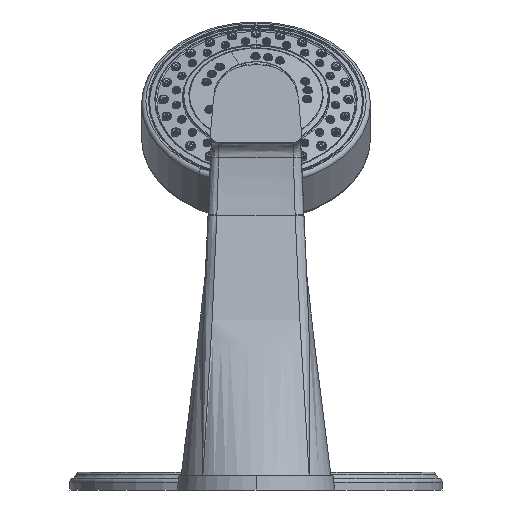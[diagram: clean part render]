
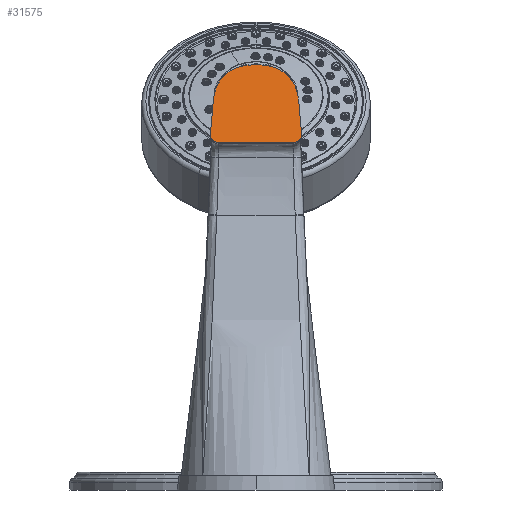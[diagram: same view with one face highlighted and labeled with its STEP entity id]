
A CAD part, front view. The second image highlights one B-rep face of the part: STEP entity #31575.
In plain terms, the highlighted planar face has unit normal (0, -0.985, 0.174).
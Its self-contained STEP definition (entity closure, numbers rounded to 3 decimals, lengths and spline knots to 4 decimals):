
#30267=CARTESIAN_POINT('',(0.7979,-8.6277,
6.2083));
#30268=CARTESIAN_POINT('',(0.7919,-8.6157,
6.2764));
#30269=CARTESIAN_POINT('',(0.7799,-8.5926,
6.4073));
#30270=CARTESIAN_POINT('',(0.7637,-8.5613,
6.5851));
#30271=CARTESIAN_POINT('',(0.7542,-8.5414,
6.6975));
#30272=CARTESIAN_POINT('',(0.75,-8.5319,6.7516));
#30282=CARTESIAN_POINT('',(-0.75,-8.5319,6.7516));
#30283=CARTESIAN_POINT('',(-0.7485,-8.5272,
6.7784));
#30284=CARTESIAN_POINT('',(-0.7438,-8.5182,
6.8294));
#30285=CARTESIAN_POINT('',(-0.7325,-8.5061,
6.8976));
#30286=CARTESIAN_POINT('',(-0.7176,-8.4953,
6.9588));
#30287=CARTESIAN_POINT('',(-0.6996,-8.4856,
7.0141));
#30288=CARTESIAN_POINT('',(-0.6788,-8.4768,
7.0639));
#30289=CARTESIAN_POINT('',(-0.6553,-8.4688,
7.1096));
#30290=CARTESIAN_POINT('',(-0.6293,-8.4614,
7.1514));
#30291=CARTESIAN_POINT('',(-0.6008,-8.4546,
7.1897));
#30292=CARTESIAN_POINT('',(-0.5696,-8.4484,
7.225));
#30293=CARTESIAN_POINT('',(-0.5357,-8.4427,
7.2575));
#30294=CARTESIAN_POINT('',(-0.4986,-8.4374,
7.2875));
#30295=CARTESIAN_POINT('',(-0.4581,-8.4325,
7.3151));
#30296=CARTESIAN_POINT('',(-0.4139,-8.4281,
7.3403));
#30297=CARTESIAN_POINT('',(-0.3653,-8.4241,
7.363));
#30298=CARTESIAN_POINT('',(-0.3123,-8.4206,
7.3829));
#30299=CARTESIAN_POINT('',(-0.2543,-8.4176,
7.3999));
#30300=CARTESIAN_POINT('',(-0.1898,-8.4151,
7.4137));
#30301=CARTESIAN_POINT('',(-0.1175,-8.4134,
7.4238));
#30302=CARTESIAN_POINT('',(-0.0397,-8.4125,
7.4289));
#30303=CARTESIAN_POINT('',(0.0397,-8.4125,
7.4289));
#30304=CARTESIAN_POINT('',(0.1175,-8.4134,
7.4238));
#30305=CARTESIAN_POINT('',(0.1898,-8.4151,
7.4137));
#30306=CARTESIAN_POINT('',(0.2543,-8.4176,
7.3999));
#30307=CARTESIAN_POINT('',(0.3123,-8.4206,
7.3829));
#30308=CARTESIAN_POINT('',(0.3653,-8.4241,
7.363));
#30309=CARTESIAN_POINT('',(0.4139,-8.4281,
7.3403));
#30310=CARTESIAN_POINT('',(0.4581,-8.4325,
7.3151));
#30311=CARTESIAN_POINT('',(0.4986,-8.4374,
7.2875));
#30312=CARTESIAN_POINT('',(0.5357,-8.4427,
7.2575));
#30313=CARTESIAN_POINT('',(0.5696,-8.4484,
7.225));
#30314=CARTESIAN_POINT('',(0.6008,-8.4546,
7.1897));
#30315=CARTESIAN_POINT('',(0.6293,-8.4614,
7.1514));
#30316=CARTESIAN_POINT('',(0.6553,-8.4688,
7.1096));
#30317=CARTESIAN_POINT('',(0.6788,-8.4768,
7.0639));
#30318=CARTESIAN_POINT('',(0.6996,-8.4856,
7.0141));
#30319=CARTESIAN_POINT('',(0.7176,-8.4953,
6.9589));
#30320=CARTESIAN_POINT('',(0.7325,-8.5061,
6.8976));
#30321=CARTESIAN_POINT('',(0.7438,-8.5182,
6.8294));
#30322=CARTESIAN_POINT('',(0.7485,-8.5272,
6.7784));
#30323=CARTESIAN_POINT('',(0.75,-8.5319,6.7516));
#30333=CARTESIAN_POINT('',(-0.7979,-8.6277,
6.2083));
#30334=CARTESIAN_POINT('',(-0.7919,-8.6157,
6.2764));
#30335=CARTESIAN_POINT('',(-0.7799,-8.5926,
6.4073));
#30336=CARTESIAN_POINT('',(-0.7637,-8.5613,
6.5851));
#30337=CARTESIAN_POINT('',(-0.7542,-8.5414,
6.6975));
#30338=CARTESIAN_POINT('',(-0.75,-8.5319,6.7516));
#30348=CARTESIAN_POINT('',(-0.7979,-8.6277,
6.2083));
#30349=CARTESIAN_POINT('',(-0.7984,-8.6285,
6.2035));
#30350=CARTESIAN_POINT('',(-0.7986,-8.6303,
6.1938));
#30351=CARTESIAN_POINT('',(-0.7973,-8.6328,
6.1792));
#30352=CARTESIAN_POINT('',(-0.7942,-8.6353,
6.165));
#30353=CARTESIAN_POINT('',(-0.7894,-8.6378,
6.1512));
#30354=CARTESIAN_POINT('',(-0.783,-8.6401,
6.138));
#30355=CARTESIAN_POINT('',(-0.7751,-8.6423,
6.1257));
#30356=CARTESIAN_POINT('',(-0.7657,-8.6442,
6.1144));
#30357=CARTESIAN_POINT('',(-0.7551,-8.646,
6.1042));
#30358=CARTESIAN_POINT('',(-0.7432,-8.6476,
6.0953));
#30359=CARTESIAN_POINT('',(-0.7304,-8.6489,
6.0879));
#30360=CARTESIAN_POINT('',(-0.7167,-8.65,
6.082));
#30361=CARTESIAN_POINT('',(-0.7025,-8.6507,
6.0778));
#30362=CARTESIAN_POINT('',(-0.6878,-8.6512,
6.0752));
#30363=CARTESIAN_POINT('',(-0.6779,-8.6513,
6.0746));
#30364=CARTESIAN_POINT('',(-0.6729,-8.6513,
6.0746));
#30385=DIRECTION('',(-1.,0.,0.));
#30386=VECTOR('',#30385,1.3458);
#30387=CARTESIAN_POINT('',(0.6729,-8.6513,
6.0746));
#30388=LINE('',#30387,#30386);
#30389=CARTESIAN_POINT('',(0.6729,-8.6513,
6.0746));
#30390=CARTESIAN_POINT('',(0.6779,-8.6513,
6.0746));
#30391=CARTESIAN_POINT('',(0.6878,-8.6512,
6.0752));
#30392=CARTESIAN_POINT('',(0.7025,-8.6507,
6.0778));
#30393=CARTESIAN_POINT('',(0.7167,-8.65,
6.082));
#30394=CARTESIAN_POINT('',(0.7304,-8.6489,
6.0879));
#30395=CARTESIAN_POINT('',(0.7432,-8.6476,
6.0953));
#30396=CARTESIAN_POINT('',(0.7551,-8.646,
6.1042));
#30397=CARTESIAN_POINT('',(0.7657,-8.6442,
6.1144));
#30398=CARTESIAN_POINT('',(0.7751,-8.6423,
6.1257));
#30399=CARTESIAN_POINT('',(0.783,-8.6401,
6.138));
#30400=CARTESIAN_POINT('',(0.7894,-8.6378,
6.1512));
#30401=CARTESIAN_POINT('',(0.7942,-8.6353,
6.165));
#30402=CARTESIAN_POINT('',(0.7973,-8.6328,
6.1792));
#30403=CARTESIAN_POINT('',(0.7986,-8.6303,
6.1938));
#30404=CARTESIAN_POINT('',(0.7984,-8.6285,
6.2035));
#30405=CARTESIAN_POINT('',(0.7979,-8.6277,
6.2083));
#31124=VERTEX_POINT('',#30282);
#31125=VERTEX_POINT('',#30323);
#31126=CARTESIAN_POINT('',(0.6729,-8.6513,
6.0746));
#31127=CARTESIAN_POINT('',(-0.6729,-8.6513,
6.0746));
#31128=VERTEX_POINT('',#31126);
#31129=VERTEX_POINT('',#31127);
#31130=VERTEX_POINT('',#30405);
#31131=VERTEX_POINT('',#30348);
#31557=CARTESIAN_POINT('',(0.7623,-8.6513,
6.0746));
#31558=DIRECTION('',(0.,-0.985,0.174));
#31559=DIRECTION('',(0.,0.174,0.985));
#31560=AXIS2_PLACEMENT_3D('',#31557,#31558,#31559);
#31561=PLANE('',#31560);
#31563=ORIENTED_EDGE('',*,*,#31562,.T.);
#31564=ORIENTED_EDGE('',*,*,#31534,.F.);
#31566=ORIENTED_EDGE('',*,*,#31565,.F.);
#31568=ORIENTED_EDGE('',*,*,#31567,.T.);
#31570=ORIENTED_EDGE('',*,*,#31569,.F.);
#31572=ORIENTED_EDGE('',*,*,#31571,.T.);
#31573=EDGE_LOOP('',(#31563,#31564,#31566,#31568,#31570,#31572));
#31574=FACE_OUTER_BOUND('',#31573,.F.);
#31575=ADVANCED_FACE('',(#31574),#31561,.T.);
#30273=B_SPLINE_CURVE_WITH_KNOTS('',3,(#30267,#30268,#30269,#30270,#30271,
#30272),.UNSPECIFIED.,.F.,.F.,(4,1,1,4),(0.,0.3333,
0.6667,1.),.UNSPECIFIED.);
#30324=B_SPLINE_CURVE_WITH_KNOTS('',3,(#30282,#30283,#30284,#30285,#30286,
#30287,#30288,#30289,#30290,#30291,#30292,#30293,#30294,#30295,#30296,#30297,
#30298,#30299,#30300,#30301,#30302,#30303,#30304,#30305,#30306,#30307,#30308,
#30309,#30310,#30311,#30312,#30313,#30314,#30315,#30316,#30317,#30318,#30319,
#30320,#30321,#30322,#30323),.UNSPECIFIED.,.F.,.F.,(4,1,1,1,1,1,1,1,1,1,1,1,1,1,
1,1,1,1,1,1,1,1,1,1,1,1,1,1,1,1,1,1,1,1,1,1,1,1,1,4),(0.,0.0256,
0.0513,0.0769,0.1026,0.1282,
0.1538,0.1795,0.2051,0.2308,
0.2564,0.2821,0.3077,0.3333,
0.359,0.3846,0.4103,0.4359,
0.4615,0.4872,0.5128,0.5385,
0.5641,0.5897,0.6154,0.641,
0.6667,0.6923,0.7179,0.7436,
0.7692,0.7949,0.8205,0.8462,
0.8718,0.8974,0.9231,0.9487,
0.9744,1.),.UNSPECIFIED.);
#30339=B_SPLINE_CURVE_WITH_KNOTS('',3,(#30333,#30334,#30335,#30336,#30337,
#30338),.UNSPECIFIED.,.F.,.F.,(4,1,1,4),(0.,0.3333,
0.6667,1.),.UNSPECIFIED.);
#30365=B_SPLINE_CURVE_WITH_KNOTS('',3,(#30348,#30349,#30350,#30351,#30352,
#30353,#30354,#30355,#30356,#30357,#30358,#30359,#30360,#30361,#30362,#30363,
#30364),.UNSPECIFIED.,.F.,.F.,(4,1,1,1,1,1,1,1,1,1,1,1,1,1,4),(0.,
0.0714,0.1429,0.2143,0.2857,
0.3571,0.4286,0.5,0.5714,0.6429,
0.7143,0.7857,0.8571,0.9286,1.),
.UNSPECIFIED.);
#30406=B_SPLINE_CURVE_WITH_KNOTS('',3,(#30389,#30390,#30391,#30392,#30393,
#30394,#30395,#30396,#30397,#30398,#30399,#30400,#30401,#30402,#30403,#30404,
#30405),.UNSPECIFIED.,.F.,.F.,(4,1,1,1,1,1,1,1,1,1,1,1,1,1,4),(0.,
0.0714,0.1429,0.2143,0.2857,
0.3571,0.4286,0.5,0.5714,0.6429,
0.7143,0.7857,0.8571,0.9286,1.),
.UNSPECIFIED.);
#31534=EDGE_CURVE('',#31130,#31125,#30273,.T.);
#31562=EDGE_CURVE('',#31124,#31125,#30324,.T.);
#31565=EDGE_CURVE('',#31128,#31130,#30406,.T.);
#31567=EDGE_CURVE('',#31128,#31129,#30388,.T.);
#31569=EDGE_CURVE('',#31131,#31129,#30365,.T.);
#31571=EDGE_CURVE('',#31131,#31124,#30339,.T.);
